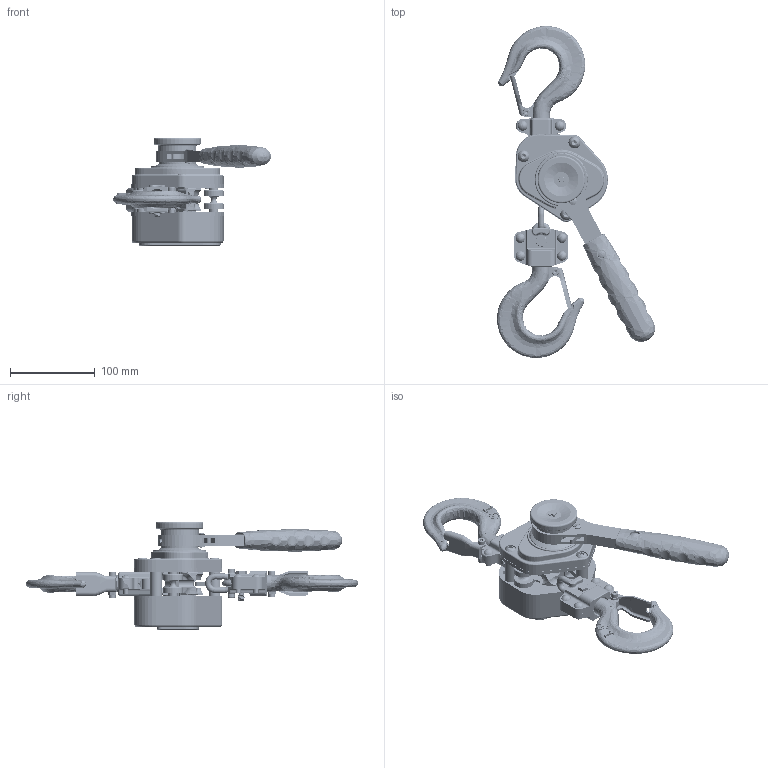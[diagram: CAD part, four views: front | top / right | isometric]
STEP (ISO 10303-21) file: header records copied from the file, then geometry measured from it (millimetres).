
FILE_DESCRIPTION((''),'2;1');
FILE_NAME('2187506600_5307A_1500kg.stp','2017-11-28T14:21:09',('yildam'),(''),'Autodesk Inventor 2010','Autodesk Inventor 2010','');
FILE_SCHEMA(('CONFIG_CONTROL_DESIGN'));
Length unit declared in the file: millimetre
Products named in the file (1): 2.187.50.66
Bounding box: 186.15 x 391.16 x 127.5 mm (x, y, z)
Volume: 750055.8 mm3; surface area: 264386 mm2
Topology: 37 solids, 37 shells, 6122 faces, 17419 edges, 11375 vertices
Faces by surface type: plane 2437, cylinder 1802, cone 679, torus 646, bspline 528, sphere 30
Full cylindrical faces by diameter (mm): 1 x4, 2 x4, 2.9 x2, 3 x5, 4.134 x2, 4.5 x4, 5 x76, 5.2 x9, 5.3 x2, 5.5 x2, 6 x11, 6.2 x9, 6.5 x4, 6.6 x1, 6.8 x3, 7 x8, 7.1 x6, 7.4 x2, 7.78 x2, 8 x143, 8.5 x8, 8.68 x3, 9 x4, 9.35 x1, 10 x2, 10.2 x1, 10.392 x1, 10.7 x2, 11 x9, 12 x12
Entity records: 238779 total; most frequent: CARTESIAN_POINT 89296, ORIENTED_EDGE 31620, DIRECTION 29107, EDGE_CURVE 15810, VERTEX_POINT 10783, AXIS2_PLACEMENT_3D 10697, VECTOR 7713, LINE 7713
